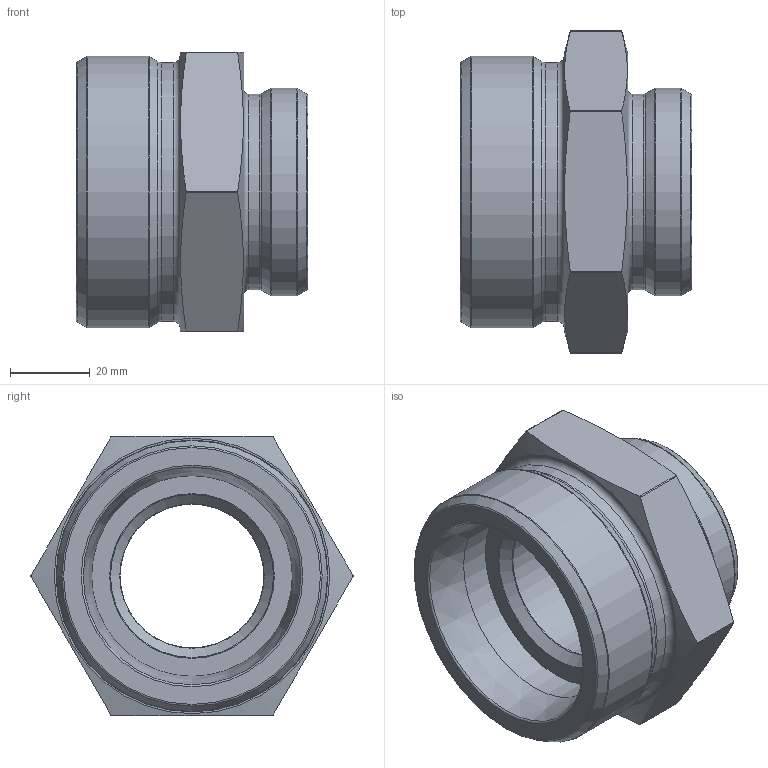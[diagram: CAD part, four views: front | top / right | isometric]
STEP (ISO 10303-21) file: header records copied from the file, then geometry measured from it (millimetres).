
FILE_DESCRIPTION(/* description */ (''),/* implementation_level */ '2;1');
FILE_NAME(/* name */ 'X-GVR5042.stp',/* time_stamp */ '2023-10-06T12:30:47+02:00',/* author */ (''),/* organization */ (''),/* preprocessor_version */ 'ST-DEVELOPER v16',/* originating_system */ 'SIEMENS PLM Software NX 10.0',/* authorisation */ '');
FILE_SCHEMA (('CONFIG_CONTROL_DESIGN'));
Length unit declared in the file: millimetre
Products named in the file (1): X-GVR5042
Bounding box: 58 x 80.72 x 70 mm (x, y, z)
Volume: 108185.7 mm3; surface area: 25094.8 mm2
Topology: 1 solids, 1 shells, 49 faces, 114 edges, 71 vertices
Faces by surface type: torus 14, cylinder 13, plane 12, cone 10
Full cylindrical faces by diameter (mm): 36 x1, 42.345 x1, 48.9 x1, 50.26 x1, 52 x1, 64.9 x1, 68 x1
Entity records: 1366 total; most frequent: CARTESIAN_POINT 378, DIRECTION 184, ORIENTED_EDGE 144, EDGE_LOOP 86, AXIS2_PLACEMENT_3D 86, FACE_BOUND 74, EDGE_CURVE 72, VERTEX_POINT 60
